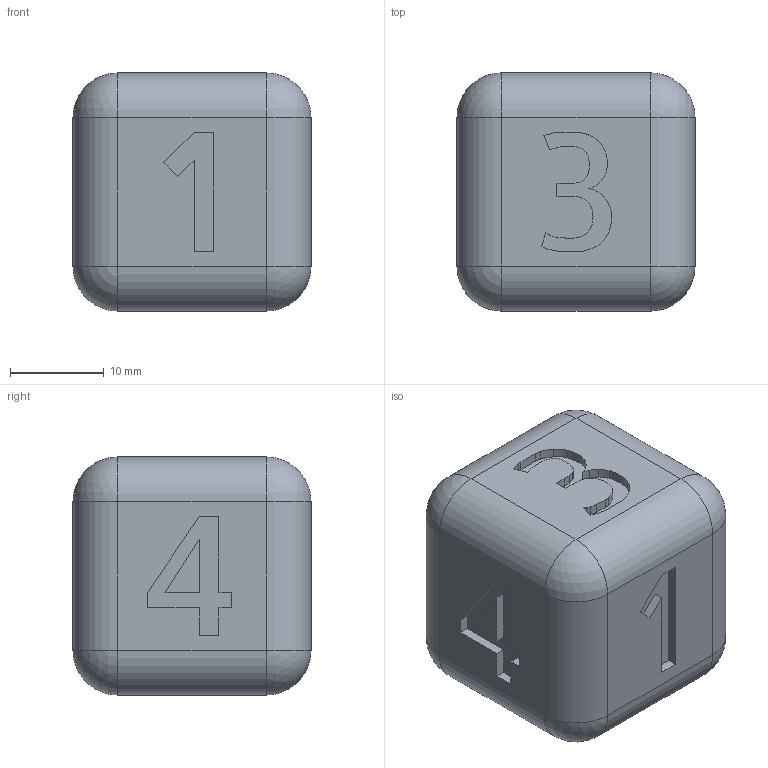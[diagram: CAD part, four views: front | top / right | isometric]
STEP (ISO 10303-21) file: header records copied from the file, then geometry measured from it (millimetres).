
FILE_DESCRIPTION(/* description */ ('STEP AP242','CAx-IF Rec.Pracs.---Representation and Presentation of Product Manufacturing Information (PMI)---4.0---2014-10-13','CAx-IF Rec.Pracs.---3D Tessellated Geometry---0.4---2014-09-14','2;1'),/* implementation_level */ '2;1');
FILE_NAME(/* name */ '6685b0ee2de9c071e9a4f222',/* time_stamp */ '2024-07-03T20:13:34Z',/* author */ (''),/* organization */ (''),/* preprocessor_version */ 'ST-DEVELOPER v20',/* originating_system */ ' ',/* authorisation */ ' ');
FILE_SCHEMA (('AP242_MANAGED_MODEL_BASED_3D_ENGINEERING_MIM_LF { 1 0 10303 442 1 1 4 }'));
Length unit declared in the file: metre
Products named in the file (1): Part 1
Bounding box: 25.4 x 25.4 x 25.4 mm (x, y, z)
Volume: 14767.4 mm3; surface area: 3538.7 mm2
Topology: 1 solids, 1 shells, 233 faces, 653 edges, 422 vertices
Faces by surface type: bspline 158, plane 55, cylinder 12, sphere 8
Entity records: 7925 total; most frequent: CARTESIAN_POINT 3039, ORIENTED_EDGE 1290, EDGE_CURVE 645, DIRECTION 505, VERTEX_POINT 422, B_SPLINE_CURVE_WITH_KNOTS 316, LINE 305, VECTOR 305
